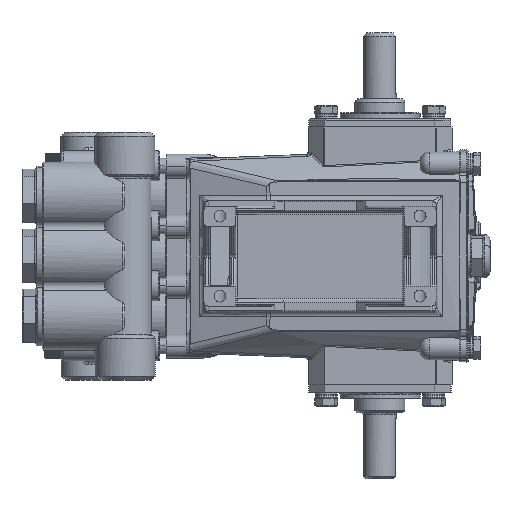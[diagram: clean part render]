
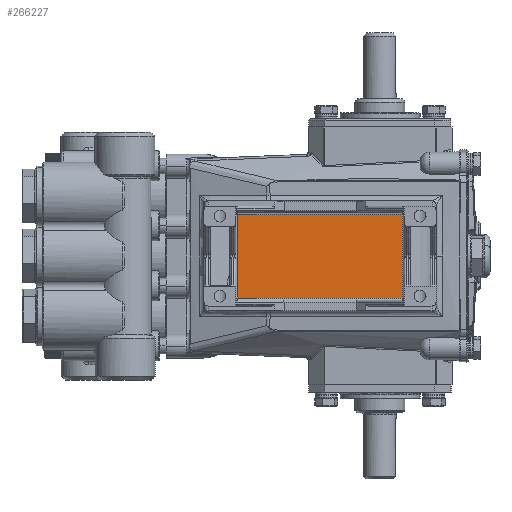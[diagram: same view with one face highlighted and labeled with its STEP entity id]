
A CAD part, front view. The second image highlights one B-rep face of the part: STEP entity #266227.
In plain terms, the highlighted planar face has unit normal (0, -1, 0).
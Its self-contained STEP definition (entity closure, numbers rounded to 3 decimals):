
#42051 = CARTESIAN_POINT ( 'NONE',  ( -71., -40., 21. ) ) ;
#43326 = DIRECTION ( 'NONE',  ( 0., 0., 1. ) ) ;
#43328 = VECTOR ( 'NONE', #43326, 1000. ) ;
#43330 = CARTESIAN_POINT ( 'NONE',  ( 11., -40., 22. ) ) ;
#43342 = LINE ( 'NONE', #43330, #43328 ) ;
#43448 = FACE_OUTER_BOUND ( 'NONE', #266232, .T. ) ;
#43450 = DIRECTION ( 'NONE',  ( 0., 0., -1. ) ) ;
#43451 = VECTOR ( 'NONE', #43450, 1000. ) ;
#43452 = CARTESIAN_POINT ( 'NONE',  ( -71., -40., -22. ) ) ;
#43453 = LINE ( 'NONE', #43452, #43451 ) ;
#43505 = CARTESIAN_POINT ( 'NONE',  ( 11., -40., 21. ) ) ;
#43507 = DIRECTION ( 'NONE',  ( -1., 0., 0. ) ) ;
#43508 = VECTOR ( 'NONE', #43507, 1000. ) ;
#43509 = CARTESIAN_POINT ( 'NONE',  ( -72., -40., 21. ) ) ;
#43510 = LINE ( 'NONE', #43509, #43508 ) ;
#43512 = DIRECTION ( 'NONE',  ( 0., 0., 1. ) ) ;
#43514 = DIRECTION ( 'NONE',  ( 0., 1., 0. ) ) ;
#43516 = CARTESIAN_POINT ( 'NONE',  ( 12., -40., -22. ) ) ;
#43518 = AXIS2_PLACEMENT_3D ( 'NONE', #43516, #43514, #43512 ) ;
#43525 = PLANE ( 'NONE',  #43518 ) ;
#43564 = CARTESIAN_POINT ( 'NONE',  ( -71., -40., -21. ) ) ;
#44461 = CARTESIAN_POINT ( 'NONE',  ( 11., -40., -21. ) ) ;
#44463 = DIRECTION ( 'NONE',  ( 1., 0., 0. ) ) ;
#44464 = VECTOR ( 'NONE', #44463, 1000. ) ;
#44467 = CARTESIAN_POINT ( 'NONE',  ( 12., -40., -21. ) ) ;
#44468 = LINE ( 'NONE', #44467, #44464 ) ;
#266043 = VERTEX_POINT ( 'NONE', #42051 ) ;
#266165 = ORIENTED_EDGE ( 'NONE', *, *, #266167, .T. ) ;
#266167 = EDGE_CURVE ( 'NONE', #266394, #266242, #43342, .T. ) ;
#266224 = EDGE_CURVE ( 'NONE', #266043, #266261, #43453, .T. ) ;
#266227 = ADVANCED_FACE ( 'NONE', ( #43448 ), #43525, .F. ) ;
#266232 = EDGE_LOOP ( 'NONE', ( #266236, #266244, #266993, #266165 ) ) ;
#266236 = ORIENTED_EDGE ( 'NONE', *, *, #266238, .T. ) ;
#266238 = EDGE_CURVE ( 'NONE', #266242, #266043, #43510, .T. ) ;
#266242 = VERTEX_POINT ( 'NONE', #43505 ) ;
#266244 = ORIENTED_EDGE ( 'NONE', *, *, #266224, .T. ) ;
#266261 = VERTEX_POINT ( 'NONE', #43564 ) ;
#266392 = EDGE_CURVE ( 'NONE', #266261, #266394, #44468, .T. ) ;
#266394 = VERTEX_POINT ( 'NONE', #44461 ) ;
#266993 = ORIENTED_EDGE ( 'NONE', *, *, #266392, .T. ) ;
